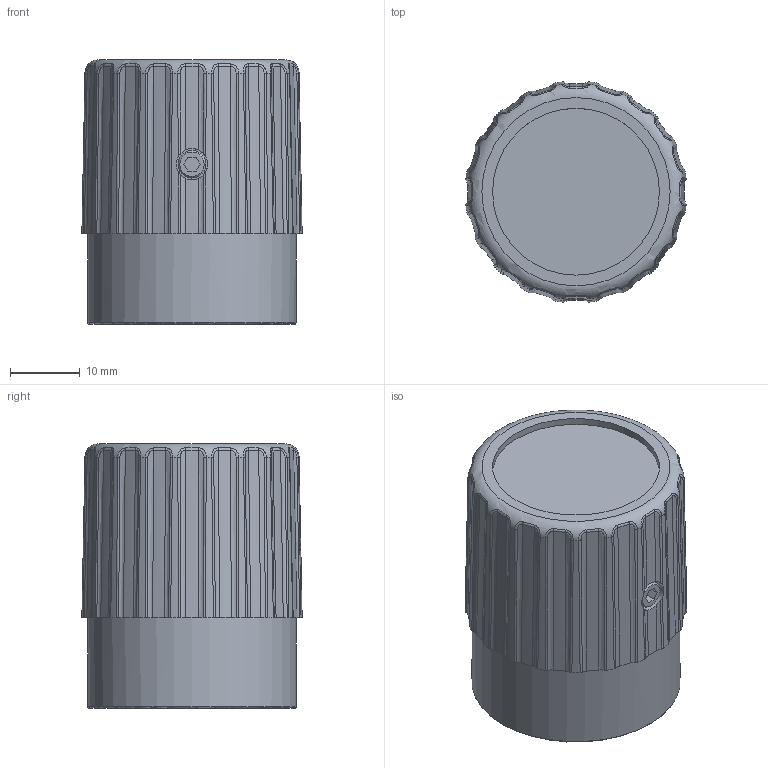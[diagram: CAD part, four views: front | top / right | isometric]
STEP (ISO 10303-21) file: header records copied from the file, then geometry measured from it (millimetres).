
FILE_DESCRIPTION( ( 'Unknown' ), '1' );
FILE_NAME( '6350180_MZI_32.stp', 'Unknown', ( 'Unknown' ), ( 'Unknown' ), 'PSStep 11.0', 'Unknown', ' ' );
FILE_SCHEMA( ( 'AUTOMOTIVE_DESIGN { 1 0 10303 214 1 1 1 1 }' ) );
Length unit declared in the file: millimetre
Products named in the file (2): 1811041
Bounding box: 31.69 x 31.69 x 38 mm (x, y, z)
Volume: 15756 mm3; surface area: 9636.3 mm2
Topology: 2 solids, 2 shells, 260 faces, 657 edges, 407 vertices
Faces by surface type: bspline 165, plane 50, cone 23, cylinder 20, torus 2
Full cylindrical faces by diameter (mm): 4 x2, 4.5 x2, 8 x1, 24 x1, 25 x1, 30 x1
Entity records: 21734 total; most frequent: CARTESIAN_POINT 14714, ORIENTED_EDGE 1274, DIRECTION 642, EDGE_CURVE 637, VERTEX_POINT 400, B_SPLINE_CURVE_WITH_KNOTS 361, EDGE_LOOP 283, FACE_OUTER_BOUND 270
